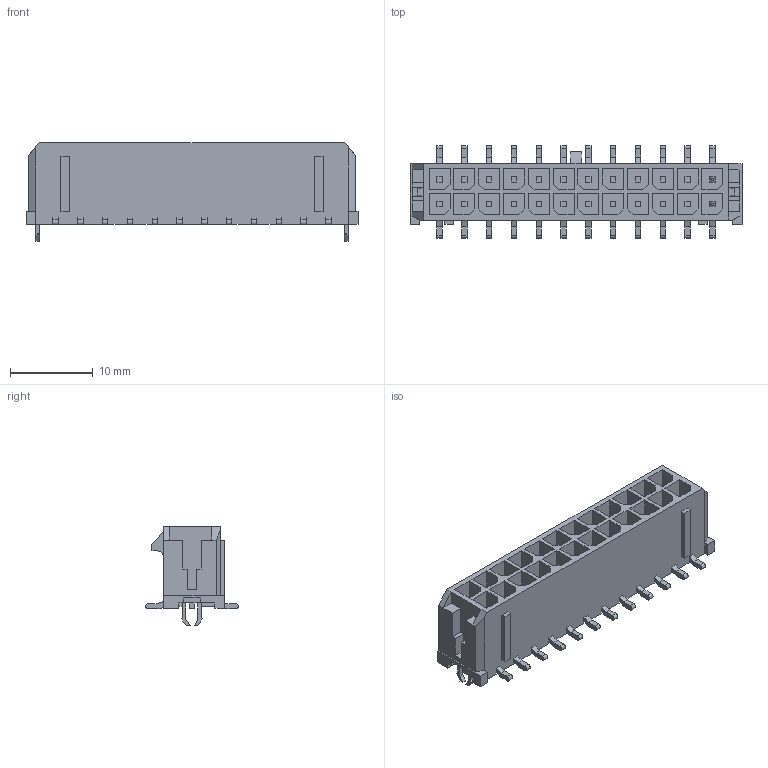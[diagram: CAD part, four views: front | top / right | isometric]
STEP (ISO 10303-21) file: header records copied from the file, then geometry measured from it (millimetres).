
FILE_DESCRIPTION((''),'2;1');
FILE_NAME('430452415','2020-04-17T',('gga'),(''),'PRO/ENGINEER BY PARAMETRIC TECHNOLOGY CORPORATION, 2016010','PRO/ENGINEER BY PARAMETRIC TECHNOLOGY CORPORATION, 2016010','');
FILE_SCHEMA(('CONFIG_CONTROL_DESIGN'));
Length unit declared in the file: millimetre
Products named in the file (1): 430452415
Bounding box: 40.15 x 11.2 x 11.96 mm (x, y, z)
Volume: 1600.1 mm3; surface area: 3609 mm2
Topology: 1 solids, 1 shells, 896 faces, 2368 edges, 1531 vertices
Faces by surface type: plane 871, cylinder 25
Entity records: 26719 total; most frequent: CARTESIAN_POINT 4685, ORIENTED_EDGE 4518, DIRECTION 4216, VECTOR 2314, LINE 2314, EDGE_CURVE 2259, VERTEX_POINT 1420, AXIS2_PLACEMENT_3D 951
